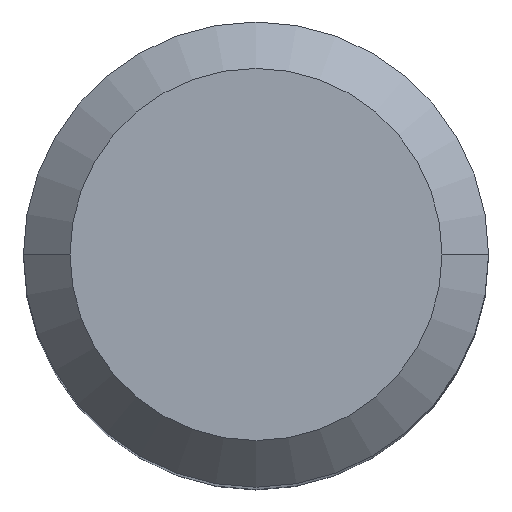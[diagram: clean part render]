
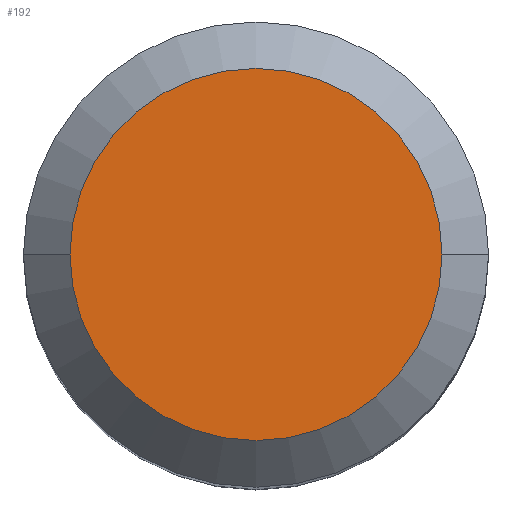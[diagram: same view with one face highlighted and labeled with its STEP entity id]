
A CAD part, top view. The second image highlights one B-rep face of the part: STEP entity #192.
In plain terms, the highlighted planar face has unit normal (0, 0, 1).
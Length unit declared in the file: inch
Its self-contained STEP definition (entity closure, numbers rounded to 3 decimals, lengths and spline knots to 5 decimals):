
#17 = ORIENTED_EDGE ( 'NONE', *, *, #71, .T. ) ;
#43 = AXIS2_PLACEMENT_3D ( 'NONE', #158, #306, #309 ) ;
#71 = EDGE_CURVE ( 'NONE', #201, #257, #146, .T. ) ;
#79 = DIRECTION ( 'NONE',  ( 0., 0., -1. ) ) ;
#89 = DIRECTION ( 'NONE',  ( -1., 0., 0. ) ) ;
#93 = AXIS2_PLACEMENT_3D ( 'NONE', #194, #79, #89 ) ;
#114 = DIRECTION ( 'NONE',  ( 1., 0., 0. ) ) ;
#146 = CIRCLE ( 'NONE', #419, 0.28348 ) ;
#152 = CIRCLE ( 'NONE', #43, 0.28348 ) ;
#158 = CARTESIAN_POINT ( 'NONE',  ( 0., 0., 0. ) ) ;
#177 = DIRECTION ( 'NONE',  ( 0., 0., 1. ) ) ;
#181 = CARTESIAN_POINT ( 'NONE',  ( 0., 0., 0. ) ) ;
#191 = CARTESIAN_POINT ( 'NONE',  ( -0.28348, 0., 0. ) ) ;
#192 = ADVANCED_FACE ( 'NONE', ( #196 ), #234, .F. ) ;
#194 = CARTESIAN_POINT ( 'NONE',  ( 0., 0., 0. ) ) ;
#196 = FACE_OUTER_BOUND ( 'NONE', #249, .T. ) ;
#201 = VERTEX_POINT ( 'NONE', #385 ) ;
#234 = PLANE ( 'NONE',  #93 ) ;
#240 = EDGE_CURVE ( 'NONE', #257, #201, #152, .T. ) ;
#249 = EDGE_LOOP ( 'NONE', ( #251, #17 ) ) ;
#251 = ORIENTED_EDGE ( 'NONE', *, *, #240, .T. ) ;
#257 = VERTEX_POINT ( 'NONE', #191 ) ;
#306 = DIRECTION ( 'NONE',  ( 0., 0., 1. ) ) ;
#309 = DIRECTION ( 'NONE',  ( 1., 0., 0. ) ) ;
#385 = CARTESIAN_POINT ( 'NONE',  ( 0.28348, 0., 0. ) ) ;
#419 = AXIS2_PLACEMENT_3D ( 'NONE', #181, #177, #114 ) ;
